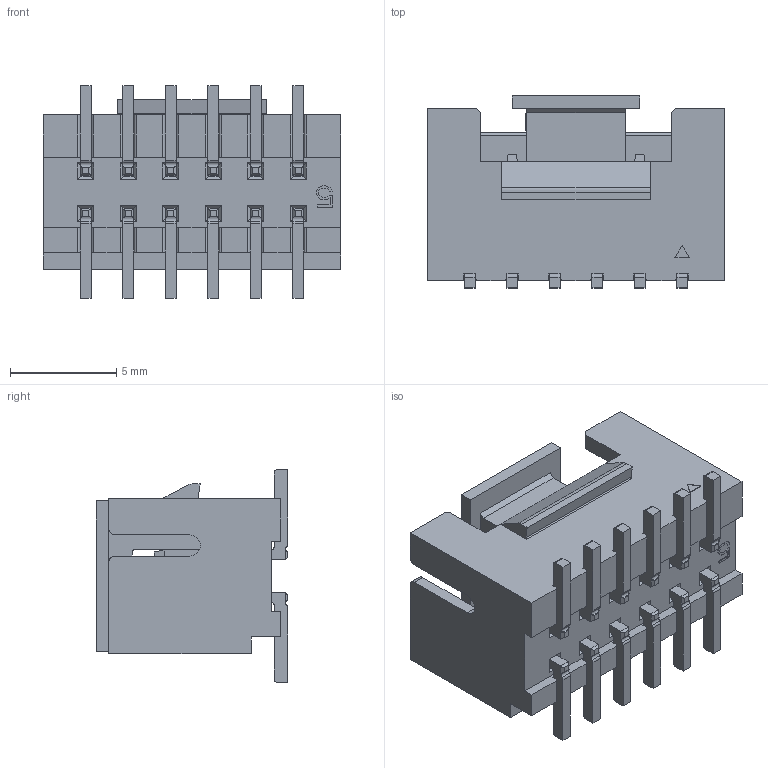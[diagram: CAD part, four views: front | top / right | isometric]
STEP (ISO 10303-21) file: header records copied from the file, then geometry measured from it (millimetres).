
FILE_DESCRIPTION((''),'2;1');
FILE_NAME('PHB-ROW-ST-SMT-2-6P_ASM','2024-04-09T08:14:33',('Administrator'),(''),'CREO PARAMETRIC BY PTC INC, 2020033','CREO PARAMETRIC BY PTC INC, 2020033','');
FILE_SCHEMA(('CONFIG_CONTROL_DESIGN'));
Length unit declared in the file: millimetre
Products named in the file (1): PHB-ROW-ST-SMT-2-6P_ASM
Bounding box: 14 x 9.03 x 10 mm (x, y, z)
Volume: 460.1 mm3; surface area: 1171 mm2
Topology: 1 solids, 13 shells, 811 faces, 2262 edges, 1478 vertices
Faces by surface type: plane 607, cylinder 204
Entity records: 25838 total; most frequent: CARTESIAN_POINT 5059, ORIENTED_EDGE 4524, DIRECTION 3990, EDGE_CURVE 2262, VECTOR 1784, LINE 1784, VERTEX_POINT 1478, AXIS2_PLACEMENT_3D 1103
